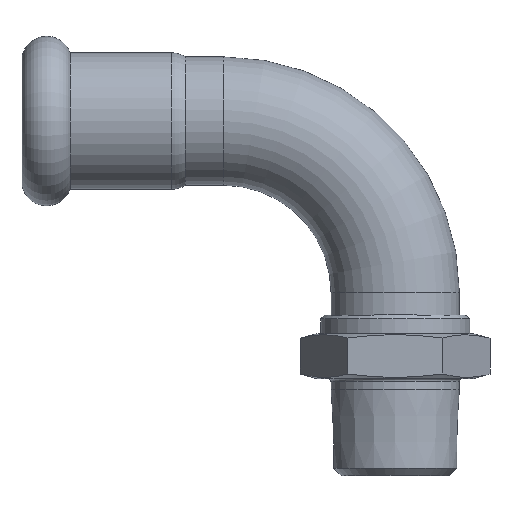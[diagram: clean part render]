
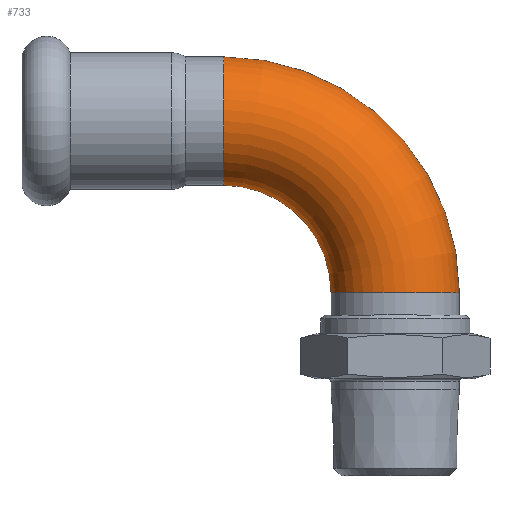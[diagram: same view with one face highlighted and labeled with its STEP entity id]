
A CAD part, top view. The second image highlights one B-rep face of the part: STEP entity #733.
In plain terms, the highlighted toroidal (fillet/blend) face has major radius 23 mm and minor radius 8.6 mm.
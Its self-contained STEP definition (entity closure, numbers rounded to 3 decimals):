
#151=FACE_OUTER_BOUND('',#193,.T.);
#193=EDGE_LOOP('',(#628,#629,#630,#631,#632,#633));
#254=CIRCLE('',#842,8.6);
#255=CIRCLE('',#844,14.4);
#256=CIRCLE('',#845,8.6);
#257=CIRCLE('',#846,8.6);
#258=CIRCLE('',#847,8.6);
#339=VERTEX_POINT('',#1327);
#340=VERTEX_POINT('',#1331);
#341=VERTEX_POINT('',#1333);
#342=VERTEX_POINT('',#1335);
#443=EDGE_CURVE('',#339,#339,#254,.T.);
#444=EDGE_CURVE('',#339,#340,#255,.T.);
#445=EDGE_CURVE('',#341,#340,#256,.T.);
#446=EDGE_CURVE('',#342,#341,#257,.T.);
#447=EDGE_CURVE('',#340,#342,#258,.T.);
#628=ORIENTED_EDGE('',*,*,#443,.F.);
#629=ORIENTED_EDGE('',*,*,#444,.T.);
#630=ORIENTED_EDGE('',*,*,#445,.F.);
#631=ORIENTED_EDGE('',*,*,#446,.F.);
#632=ORIENTED_EDGE('',*,*,#447,.F.);
#633=ORIENTED_EDGE('',*,*,#444,.F.);
#701=TOROIDAL_SURFACE('',#843,23.,8.6);
#733=ADVANCED_FACE('',(#151),#701,.T.);
#842=AXIS2_PLACEMENT_3D('',#1329,#1055,#1056);
#843=AXIS2_PLACEMENT_3D('',#1330,#1057,#1058);
#844=AXIS2_PLACEMENT_3D('',#1332,#1059,#1060);
#845=AXIS2_PLACEMENT_3D('',#1334,#1061,#1062);
#846=AXIS2_PLACEMENT_3D('',#1336,#1063,#1064);
#847=AXIS2_PLACEMENT_3D('',#1337,#1065,#1066);
#1055=DIRECTION('center_axis',(0.,-1.,0.));
#1056=DIRECTION('ref_axis',(1.,0.,0.));
#1057=DIRECTION('center_axis',(0.,0.,-1.));
#1058=DIRECTION('ref_axis',(1.,0.,0.));
#1059=DIRECTION('center_axis',(0.,0.,1.));
#1060=DIRECTION('ref_axis',(1.,0.,0.));
#1061=DIRECTION('center_axis',(-1.,0.,0.));
#1062=DIRECTION('ref_axis',(0.,-1.,0.));
#1063=DIRECTION('center_axis',(-1.,0.,0.));
#1064=DIRECTION('ref_axis',(0.,-1.,0.));
#1065=DIRECTION('center_axis',(-1.,0.,0.));
#1066=DIRECTION('ref_axis',(0.,-1.,0.));
#1327=CARTESIAN_POINT('',(-8.6,-23.,0.));
#1329=CARTESIAN_POINT('Origin',(0.,-23.,0.));
#1330=CARTESIAN_POINT('Origin',(-23.,-23.,0.));
#1331=CARTESIAN_POINT('',(-23.,-8.6,0.));
#1332=CARTESIAN_POINT('Origin',(-23.,-23.,0.));
#1333=CARTESIAN_POINT('',(-23.,8.6,0.));
#1334=CARTESIAN_POINT('Origin',(-23.,0.,0.));
#1335=CARTESIAN_POINT('',(-23.,0.,8.6));
#1336=CARTESIAN_POINT('Origin',(-23.,0.,0.));
#1337=CARTESIAN_POINT('Origin',(-23.,0.,0.));
